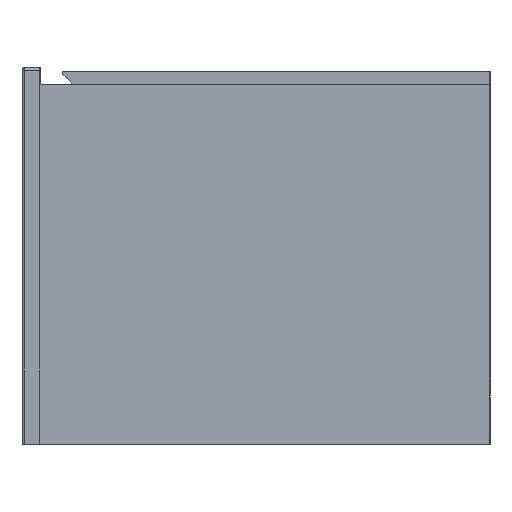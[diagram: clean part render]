
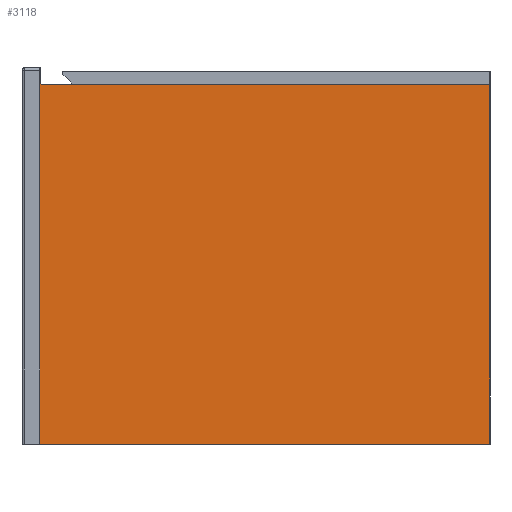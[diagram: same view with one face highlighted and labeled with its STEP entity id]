
A CAD part, left-side view. The second image highlights one B-rep face of the part: STEP entity #3118.
In plain terms, the highlighted planar face has unit normal (-1, 0, 0).
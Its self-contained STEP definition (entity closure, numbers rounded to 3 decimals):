
#56 = VECTOR ( 'NONE', #754, 1000. ) ;
#94 = CARTESIAN_POINT ( 'NONE',  ( -444., 275., 440. ) ) ;
#170 = CARTESIAN_POINT ( 'NONE',  ( -444., 275., 0. ) ) ;
#280 = VERTEX_POINT ( 'NONE', #94 ) ;
#374 = EDGE_CURVE ( 'NONE', #3058, #1842, #2267, .T. ) ;
#572 = CARTESIAN_POINT ( 'NONE',  ( -444., 275., 440. ) ) ;
#651 = LINE ( 'NONE', #1186, #697 ) ;
#697 = VECTOR ( 'NONE', #2618, 1000. ) ;
#754 = DIRECTION ( 'NONE',  ( 0., 1., 0. ) ) ;
#876 = ORIENTED_EDGE ( 'NONE', *, *, #374, .F. ) ;
#984 = LINE ( 'NONE', #572, #1577 ) ;
#1186 = CARTESIAN_POINT ( 'NONE',  ( -444., 275., 440. ) ) ;
#1302 = DIRECTION ( 'NONE',  ( -1., 0., 0. ) ) ;
#1339 = CARTESIAN_POINT ( 'NONE',  ( -444., -275., 440. ) ) ;
#1471 = ORIENTED_EDGE ( 'NONE', *, *, #3400, .T. ) ;
#1550 = EDGE_CURVE ( 'NONE', #280, #1842, #651, .T. ) ;
#1563 = ORIENTED_EDGE ( 'NONE', *, *, #1550, .T. ) ;
#1577 = VECTOR ( 'NONE', #3573, 1000. ) ;
#1600 = EDGE_LOOP ( 'NONE', ( #876, #2054, #1471, #1563 ) ) ;
#1709 = VERTEX_POINT ( 'NONE', #1339 ) ;
#1728 = CARTESIAN_POINT ( 'NONE',  ( -444., 275., 0. ) ) ;
#1842 = VERTEX_POINT ( 'NONE', #1728 ) ;
#2054 = ORIENTED_EDGE ( 'NONE', *, *, #2300, .F. ) ;
#2110 = PLANE ( 'NONE',  #3189 ) ;
#2267 = LINE ( 'NONE', #170, #56 ) ;
#2300 = EDGE_CURVE ( 'NONE', #1709, #3058, #2698, .T. ) ;
#2618 = DIRECTION ( 'NONE',  ( 0., 0., -1. ) ) ;
#2647 = FACE_OUTER_BOUND ( 'NONE', #1600, .T. ) ;
#2698 = LINE ( 'NONE', #2929, #2858 ) ;
#2708 = DIRECTION ( 'NONE',  ( 0., -1., 0. ) ) ;
#2858 = VECTOR ( 'NONE', #3465, 1000. ) ;
#2929 = CARTESIAN_POINT ( 'NONE',  ( -444., -275., 440. ) ) ;
#3058 = VERTEX_POINT ( 'NONE', #3460 ) ;
#3118 = ADVANCED_FACE ( 'NONE', ( #2647 ), #2110, .T. ) ;
#3189 = AXIS2_PLACEMENT_3D ( 'NONE', #3486, #1302, #2708 ) ;
#3400 = EDGE_CURVE ( 'NONE', #1709, #280, #984, .T. ) ;
#3460 = CARTESIAN_POINT ( 'NONE',  ( -444., -275., 0. ) ) ;
#3465 = DIRECTION ( 'NONE',  ( 0., 0., -1. ) ) ;
#3486 = CARTESIAN_POINT ( 'NONE',  ( -444., 275., 440. ) ) ;
#3573 = DIRECTION ( 'NONE',  ( 0., 1., 0. ) ) ;
